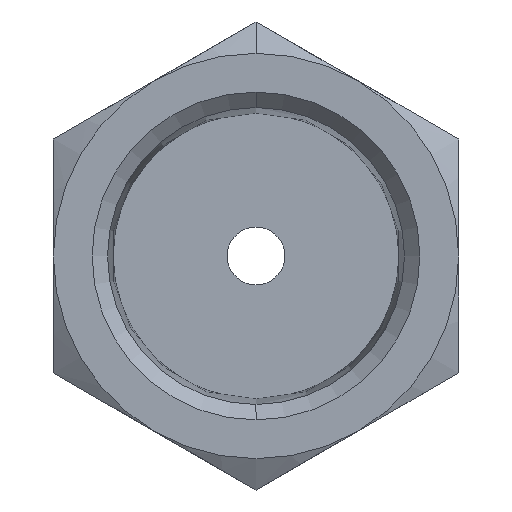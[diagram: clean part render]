
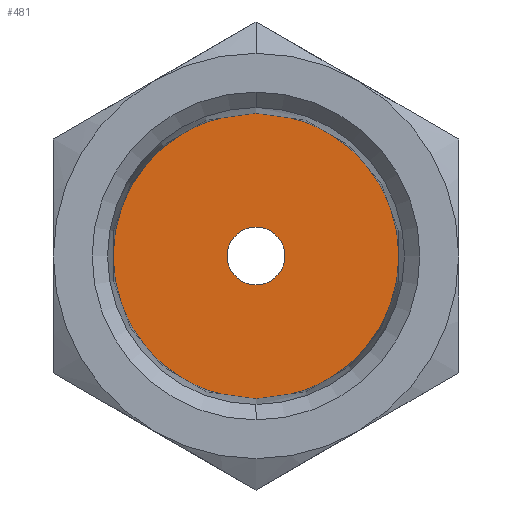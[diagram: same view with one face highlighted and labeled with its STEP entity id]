
A CAD part, front view. The second image highlights one B-rep face of the part: STEP entity #481.
In plain terms, the highlighted planar face has unit normal (0, -1, 0).
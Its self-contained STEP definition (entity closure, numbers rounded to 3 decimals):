
#37 = ORIENTED_EDGE ( 'NONE', *, *, #370, .F. ) ;
#235 = DIRECTION ( 'NONE',  ( 0., 1., 0. ) ) ;
#271 = CARTESIAN_POINT ( 'NONE',  ( 0., -17.18, -1. ) ) ;
#286 = CARTESIAN_POINT ( 'NONE',  ( 0., -17.18, 0. ) ) ;
#290 = EDGE_CURVE ( 'NONE', #578, #935, #760, .T. ) ;
#304 = CARTESIAN_POINT ( 'NONE',  ( 0., -17.18, 0. ) ) ;
#309 = CIRCLE ( 'NONE', #1250, 4.936 ) ;
#313 = DIRECTION ( 'NONE',  ( 0., 0., 1. ) ) ;
#325 = DIRECTION ( 'NONE',  ( 0., -1., 0. ) ) ;
#370 = EDGE_CURVE ( 'NONE', #571, #1007, #1463, .T. ) ;
#403 = DIRECTION ( 'NONE',  ( 0., 0., 1. ) ) ;
#437 = CARTESIAN_POINT ( 'NONE',  ( 0., -17.18, 0. ) ) ;
#481 = ADVANCED_FACE ( 'NONE', ( #847, #1122 ), #1116, .F. ) ;
#498 = CARTESIAN_POINT ( 'NONE',  ( 0., -17.18, -4.936 ) ) ;
#571 = VERTEX_POINT ( 'NONE', #1104 ) ;
#576 = DIRECTION ( 'NONE',  ( 0., -1., 0. ) ) ;
#578 = VERTEX_POINT ( 'NONE', #271 ) ;
#623 = DIRECTION ( 'NONE',  ( 0., 0., 1. ) ) ;
#625 = DIRECTION ( 'NONE',  ( 0., 1., 0. ) ) ;
#632 = CARTESIAN_POINT ( 'NONE',  ( 0., -17.18, 0. ) ) ;
#743 = AXIS2_PLACEMENT_3D ( 'NONE', #437, #576, #403 ) ;
#748 = DIRECTION ( 'NONE',  ( 0., 0., 1. ) ) ;
#760 = CIRCLE ( 'NONE', #1014, 1. ) ;
#787 = ORIENTED_EDGE ( 'NONE', *, *, #1070, .F. ) ;
#807 = ORIENTED_EDGE ( 'NONE', *, *, #860, .F. ) ;
#847 = FACE_BOUND ( 'NONE', #1071, .T. ) ;
#860 = EDGE_CURVE ( 'NONE', #1007, #571, #309, .T. ) ;
#935 = VERTEX_POINT ( 'NONE', #1354 ) ;
#983 = EDGE_LOOP ( 'NONE', ( #37, #807 ) ) ;
#994 = CIRCLE ( 'NONE', #743, 1. ) ;
#1007 = VERTEX_POINT ( 'NONE', #498 ) ;
#1014 = AXIS2_PLACEMENT_3D ( 'NONE', #304, #325, #313 ) ;
#1070 = EDGE_CURVE ( 'NONE', #935, #578, #994, .T. ) ;
#1071 = EDGE_LOOP ( 'NONE', ( #787, #1218 ) ) ;
#1104 = CARTESIAN_POINT ( 'NONE',  ( 0., -17.18, 4.936 ) ) ;
#1116 = PLANE ( 'NONE',  #1199 ) ;
#1122 = FACE_OUTER_BOUND ( 'NONE', #983, .T. ) ;
#1199 = AXIS2_PLACEMENT_3D ( 'NONE', #286, #235, #748 ) ;
#1218 = ORIENTED_EDGE ( 'NONE', *, *, #290, .F. ) ;
#1250 = AXIS2_PLACEMENT_3D ( 'NONE', #1346, #1338, #1351 ) ;
#1300 = AXIS2_PLACEMENT_3D ( 'NONE', #632, #625, #623 ) ;
#1338 = DIRECTION ( 'NONE',  ( 0., 1., 0. ) ) ;
#1346 = CARTESIAN_POINT ( 'NONE',  ( 0., -17.18, 0. ) ) ;
#1351 = DIRECTION ( 'NONE',  ( 0., 0., 1. ) ) ;
#1354 = CARTESIAN_POINT ( 'NONE',  ( 0., -17.18, 1. ) ) ;
#1463 = CIRCLE ( 'NONE', #1300, 4.936 ) ;
